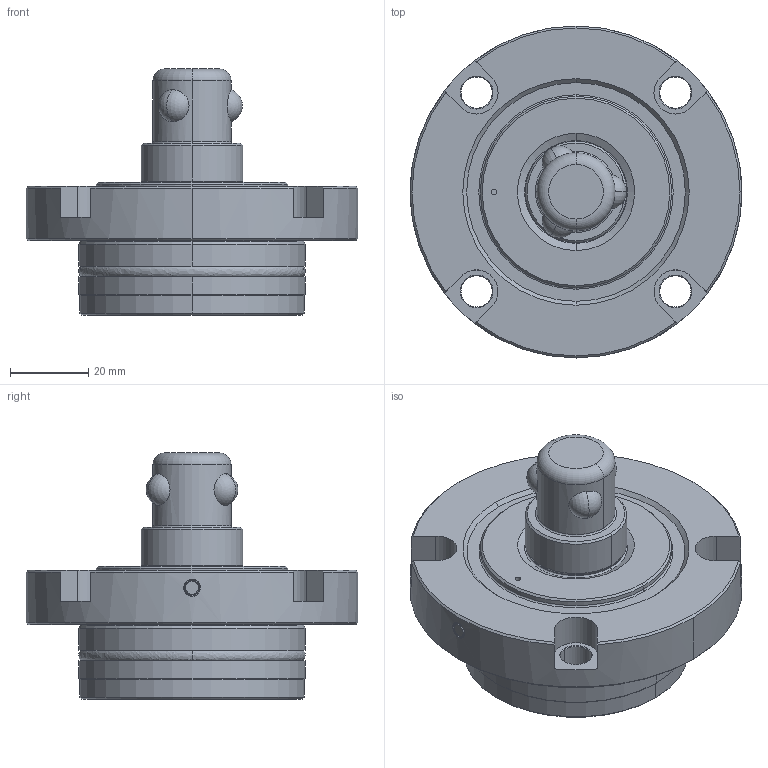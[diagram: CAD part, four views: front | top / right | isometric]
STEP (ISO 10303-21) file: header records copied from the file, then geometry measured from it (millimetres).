
FILE_DESCRIPTION (( 'STEP AP203' ), '1' );
FILE_NAME ('amwf50-w-s.STEP', '2021-10-21T07:35:53', ( '' ), ( '' ), 'SwSTEP 2.0', 'SolidWorks 2020', '' );
FILE_SCHEMA (( 'CONFIG_CONTROL_DESIGN' ));
Length unit declared in the file: millimetre
Products named in the file (1): amwf50-w-s
Bounding box: 85 x 85 x 63 mm (x, y, z)
Volume: 128488.1 mm3; surface area: 23017.7 mm2
Topology: 1 solids, 1 shells, 195 faces, 436 edges, 267 vertices
Faces by surface type: cylinder 71, cone 51, plane 43, torus 14, bspline 10, sphere 6
Entity records: 5959 total; most frequent: CARTESIAN_POINT 1415, DIRECTION 1034, ORIENTED_EDGE 872, AXIS2_PLACEMENT_3D 440, EDGE_CURVE 436, VERTEX_POINT 267, CIRCLE 254, EDGE_LOOP 227
